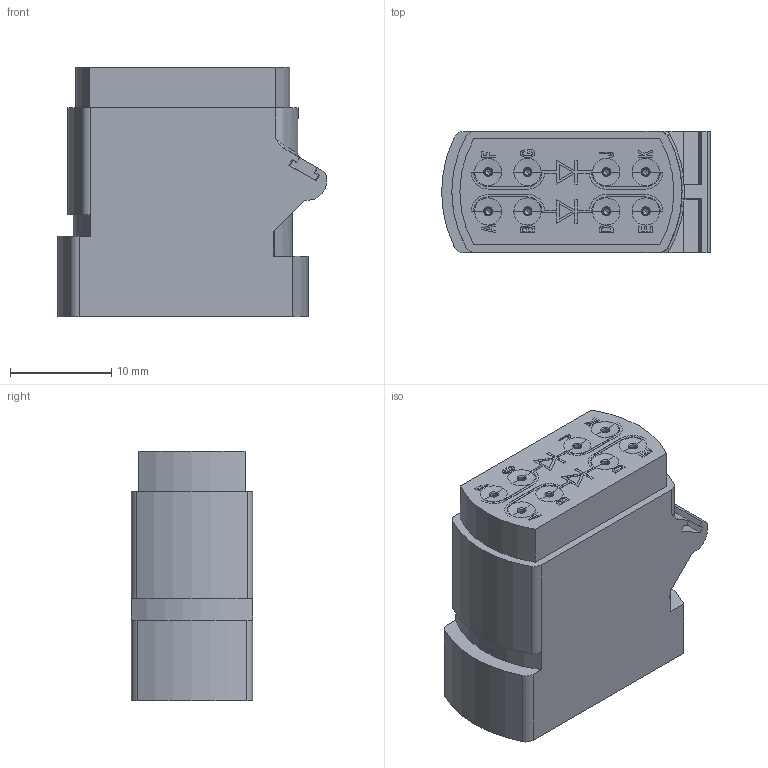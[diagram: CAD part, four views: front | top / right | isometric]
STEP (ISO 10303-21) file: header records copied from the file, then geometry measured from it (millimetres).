
FILE_DESCRIPTION((''),'2;1');
FILE_NAME('00113090502','2020-09-22T',('presta_be4'),(''),'CREO PARAMETRIC BY PTC INC, 2018360','CREO PARAMETRIC BY PTC INC, 2018360','');
FILE_SCHEMA(('CONFIG_CONTROL_DESIGN'));
Products named in the file (1): 00113090502
Bounding box: 26.6 x 12 x 24.72 mm (x, y, z)
Volume: 5772.6 mm3; surface area: 5389.3 mm2
Topology: 1 solids, 1 shells, 1940 faces, 5205 edges, 3324 vertices
Faces by surface type: plane 1040, cylinder 316, cone 304, torus 208, extrusion 65, bspline 7
Entity records: 63621 total; most frequent: CARTESIAN_POINT 14579, ORIENTED_EDGE 10378, DIRECTION 10283, EDGE_CURVE 5189, AXIS2_PLACEMENT_3D 3758, VERTEX_POINT 3324, VECTOR 2767, LINE 2702
